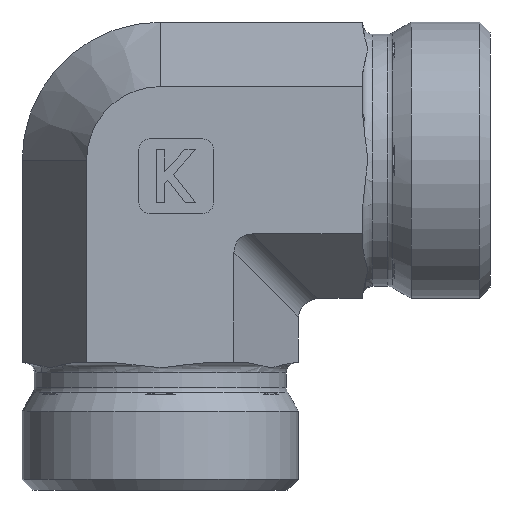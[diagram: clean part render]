
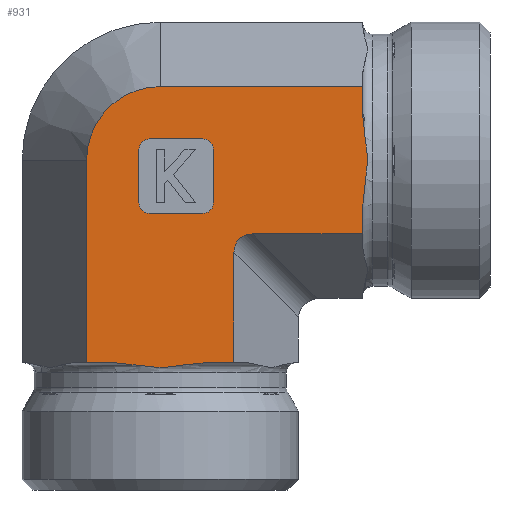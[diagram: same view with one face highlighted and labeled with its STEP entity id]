
A CAD part, left-side view. The second image highlights one B-rep face of the part: STEP entity #931.
In plain terms, the highlighted planar face has unit normal (-1, 0, 0).
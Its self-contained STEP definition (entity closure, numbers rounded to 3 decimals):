
#114=CARTESIAN_POINT('',(-30.485,4.948,3.));
#115=VERTEX_POINT('',#114);
#123=CARTESIAN_POINT('',(-30.485,14.14,3.));
#124=VERTEX_POINT('',#123);
#125=CARTESIAN_POINT('',(-30.485,14.14,3.));
#126=CARTESIAN_POINT('',(-30.485,13.631,3.));
#127=CARTESIAN_POINT('',(-30.485,13.024,2.941));
#128=CARTESIAN_POINT('',(-30.485,11.589,2.749));
#129=CARTESIAN_POINT('',(-30.485,10.483,2.527));
#130=CARTESIAN_POINT('',(-30.485,8.604,2.527));
#131=CARTESIAN_POINT('',(-30.485,7.499,2.749));
#132=CARTESIAN_POINT('',(-30.485,6.064,2.941));
#133=CARTESIAN_POINT('',(-30.485,5.456,3.));
#134=CARTESIAN_POINT('',(-30.485,4.948,3.));
#135=B_SPLINE_CURVE_WITH_KNOTS('',3,(#125,#126,#127,#128,#129,#130,#131,#132,#133,#134),.UNSPECIFIED.,.F.,.U.,(4,2,2,2,4),(0.949,1.101,1.383,1.665,1.818),.UNSPECIFIED.);
#136=EDGE_CURVE('',#124,#115,#135,.T.);
#688=CARTESIAN_POINT('',(-30.485,2.616,13.34));
#689=VERTEX_POINT('',#688);
#696=CARTESIAN_POINT('',(-30.485,2.616,3.));
#697=VERTEX_POINT('',#696);
#698=CARTESIAN_POINT('',(-30.485,2.616,3.));
#699=DIRECTION('',(0.0,0.0,1.0));
#700=VECTOR('',#699,10.34);
#701=LINE('',#698,#700);
#702=EDGE_CURVE('',#697,#689,#701,.T.);
#767=CARTESIAN_POINT('',(-30.485,2.616,0.0));
#768=DIRECTION('',(-1.0,0.0,0.0));
#769=DIRECTION('',(0.0,0.0,1.0));
#770=AXIS2_PLACEMENT_3D('',#767,#768,#769);
#771=PLANE('',#770);
#772=CARTESIAN_POINT('',(-30.485,4.948,3.));
#773=DIRECTION('',(0.0,-1.0,0.0));
#774=VECTOR('',#773,2.332);
#775=LINE('',#772,#774);
#776=EDGE_CURVE('',#115,#697,#775,.T.);
#777=ORIENTED_EDGE('',*,*,#776,.T.);
#778=ORIENTED_EDGE('',*,*,#702,.T.);
#779=CARTESIAN_POINT('',(-30.485,0.884,15.072));
#780=VERTEX_POINT('',#779);
#781=CARTESIAN_POINT('',(-30.485,0.306,12.762));
#782=DIRECTION('',(-1.0,0.0,0.0));
#783=DIRECTION('',(0.0,0.707,0.707));
#784=AXIS2_PLACEMENT_3D('',#781,#782,#783);
#785=ELLIPSE('',#784,2.582,2.0);
#786=EDGE_CURVE('',#780,#689,#785,.T.);
#787=ORIENTED_EDGE('',*,*,#786,.F.);
#788=CARTESIAN_POINT('',(-30.485,-9.456,15.072));
#789=VERTEX_POINT('',#788);
#790=CARTESIAN_POINT('',(-30.485,0.884,15.072));
#791=DIRECTION('',(0.0,-1.0,0.0));
#792=VECTOR('',#791,10.34);
#793=LINE('',#790,#792);
#794=EDGE_CURVE('',#780,#789,#793,.T.);
#795=ORIENTED_EDGE('',*,*,#794,.T.);
#796=CARTESIAN_POINT('',(-30.485,-9.456,17.404));
#797=VERTEX_POINT('',#796);
#798=CARTESIAN_POINT('',(-30.485,-9.456,15.072));
#799=DIRECTION('',(0.0,0.0,1.0));
#800=VECTOR('',#799,2.332);
#801=LINE('',#798,#800);
#802=EDGE_CURVE('',#789,#797,#801,.T.);
#803=ORIENTED_EDGE('',*,*,#802,.T.);
#804=CARTESIAN_POINT('',(-30.485,-9.456,26.596));
#805=VERTEX_POINT('',#804);
#806=CARTESIAN_POINT('',(-30.485,-9.456,17.404));
#807=CARTESIAN_POINT('',(-30.485,-9.456,17.913));
#808=CARTESIAN_POINT('',(-30.485,-9.515,18.52));
#809=CARTESIAN_POINT('',(-30.485,-9.707,19.955));
#810=CARTESIAN_POINT('',(-30.485,-9.929,21.06));
#811=CARTESIAN_POINT('',(-30.485,-9.929,22.94));
#812=CARTESIAN_POINT('',(-30.485,-9.707,24.045));
#813=CARTESIAN_POINT('',(-30.485,-9.515,25.48));
#814=CARTESIAN_POINT('',(-30.485,-9.456,26.087));
#815=CARTESIAN_POINT('',(-30.485,-9.456,26.596));
#816=B_SPLINE_CURVE_WITH_KNOTS('',3,(#806,#807,#808,#809,#810,#811,#812,#813,#814,#815),.UNSPECIFIED.,.F.,.U.,(4,2,2,2,4),(0.949,1.101,1.383,1.665,1.818),.UNSPECIFIED.);
#817=EDGE_CURVE('',#797,#805,#816,.T.);
#818=ORIENTED_EDGE('',*,*,#817,.T.);
#819=CARTESIAN_POINT('',(-30.485,-9.456,28.928));
#820=VERTEX_POINT('',#819);
#821=CARTESIAN_POINT('',(-30.485,-9.456,26.596));
#822=DIRECTION('',(0.0,0.0,1.0));
#823=VECTOR('',#822,2.332);
#824=LINE('',#821,#823);
#825=EDGE_CURVE('',#805,#820,#824,.T.);
#826=ORIENTED_EDGE('',*,*,#825,.T.);
#827=CARTESIAN_POINT('',(-30.485,9.544,28.928));
#828=VERTEX_POINT('',#827);
#829=CARTESIAN_POINT('',(-30.485,9.544,28.928));
#830=DIRECTION('',(0.0,-1.0,0.0));
#831=VECTOR('',#830,19.0);
#832=LINE('',#829,#831);
#833=EDGE_CURVE('',#828,#820,#832,.T.);
#834=ORIENTED_EDGE('',*,*,#833,.F.);
#835=CARTESIAN_POINT('',(-30.485,16.472,22.0));
#836=VERTEX_POINT('',#835);
#837=CARTESIAN_POINT('',(-30.485,9.544,22.0));
#838=DIRECTION('',(-1.0,0.0,0.0));
#839=DIRECTION('',(0.0,0.0,1.0));
#840=AXIS2_PLACEMENT_3D('',#837,#838,#839);
#841=CIRCLE('',#840,6.928);
#842=EDGE_CURVE('',#828,#836,#841,.T.);
#843=ORIENTED_EDGE('',*,*,#842,.T.);
#844=CARTESIAN_POINT('',(-30.485,16.472,3.));
#845=VERTEX_POINT('',#844);
#846=CARTESIAN_POINT('',(-30.485,16.472,3.));
#847=DIRECTION('',(0.0,0.0,1.0));
#848=VECTOR('',#847,19.0);
#849=LINE('',#846,#848);
#850=EDGE_CURVE('',#845,#836,#849,.T.);
#851=ORIENTED_EDGE('',*,*,#850,.F.);
#852=CARTESIAN_POINT('',(-30.485,16.472,3.));
#853=DIRECTION('',(0.0,-1.0,0.0));
#854=VECTOR('',#853,2.332);
#855=LINE('',#852,#854);
#856=EDGE_CURVE('',#845,#124,#855,.T.);
#857=ORIENTED_EDGE('',*,*,#856,.T.);
#858=ORIENTED_EDGE('',*,*,#136,.T.);
#859=EDGE_LOOP('',(#777,#778,#787,#795,#803,#818,#826,#834,#843,#851,#857,#858));
#860=FACE_OUTER_BOUND('',#859,.T.);
#861=CARTESIAN_POINT('',(-30.485,5.544,17.));
#862=VERTEX_POINT('',#861);
#863=CARTESIAN_POINT('',(-30.485,10.544,17.));
#864=VERTEX_POINT('',#863);
#865=CARTESIAN_POINT('',(-30.485,5.544,17.));
#866=DIRECTION('',(0.0,1.0,0.0));
#867=VECTOR('',#866,5.0);
#868=LINE('',#865,#867);
#869=EDGE_CURVE('',#862,#864,#868,.T.);
#870=ORIENTED_EDGE('',*,*,#869,.T.);
#871=CARTESIAN_POINT('',(-30.485,11.544,18.));
#872=VERTEX_POINT('',#871);
#873=CARTESIAN_POINT('',(-30.485,10.544,18.));
#874=DIRECTION('',(-1.0,0.0,0.0));
#875=DIRECTION('',(0.0,0.707,-0.707));
#876=AXIS2_PLACEMENT_3D('',#873,#874,#875);
#877=CIRCLE('',#876,1.0);
#878=EDGE_CURVE('',#872,#864,#877,.T.);
#879=ORIENTED_EDGE('',*,*,#878,.F.);
#880=CARTESIAN_POINT('',(-30.485,11.544,23.));
#881=VERTEX_POINT('',#880);
#882=CARTESIAN_POINT('',(-30.485,11.544,18.));
#883=DIRECTION('',(0.0,0.0,1.0));
#884=VECTOR('',#883,5.0);
#885=LINE('',#882,#884);
#886=EDGE_CURVE('',#872,#881,#885,.T.);
#887=ORIENTED_EDGE('',*,*,#886,.T.);
#888=CARTESIAN_POINT('',(-30.485,10.544,24.));
#889=VERTEX_POINT('',#888);
#890=CARTESIAN_POINT('',(-30.485,10.544,23.));
#891=DIRECTION('',(-1.0,0.0,0.0));
#892=DIRECTION('',(0.0,0.707,0.707));
#893=AXIS2_PLACEMENT_3D('',#890,#891,#892);
#894=CIRCLE('',#893,1.0);
#895=EDGE_CURVE('',#889,#881,#894,.T.);
#896=ORIENTED_EDGE('',*,*,#895,.F.);
#897=CARTESIAN_POINT('',(-30.485,5.544,24.));
#898=VERTEX_POINT('',#897);
#899=CARTESIAN_POINT('',(-30.485,10.544,24.));
#900=DIRECTION('',(0.0,-1.0,0.0));
#901=VECTOR('',#900,5.);
#902=LINE('',#899,#901);
#903=EDGE_CURVE('',#889,#898,#902,.T.);
#904=ORIENTED_EDGE('',*,*,#903,.T.);
#905=CARTESIAN_POINT('',(-30.485,4.544,23.));
#906=VERTEX_POINT('',#905);
#907=CARTESIAN_POINT('',(-30.485,5.544,23.));
#908=DIRECTION('',(-1.0,0.0,0.0));
#909=DIRECTION('',(0.0,-0.707,0.707));
#910=AXIS2_PLACEMENT_3D('',#907,#908,#909);
#911=CIRCLE('',#910,1.0);
#912=EDGE_CURVE('',#906,#898,#911,.T.);
#913=ORIENTED_EDGE('',*,*,#912,.F.);
#914=CARTESIAN_POINT('',(-30.485,4.544,18.));
#915=VERTEX_POINT('',#914);
#916=CARTESIAN_POINT('',(-30.485,4.544,23.));
#917=DIRECTION('',(0.0,0.0,-1.0));
#918=VECTOR('',#917,5.);
#919=LINE('',#916,#918);
#920=EDGE_CURVE('',#906,#915,#919,.T.);
#921=ORIENTED_EDGE('',*,*,#920,.T.);
#922=CARTESIAN_POINT('',(-30.485,5.544,18.));
#923=DIRECTION('',(-1.0,0.0,0.0));
#924=DIRECTION('',(0.0,-0.707,-0.707));
#925=AXIS2_PLACEMENT_3D('',#922,#923,#924);
#926=CIRCLE('',#925,1.0);
#927=EDGE_CURVE('',#862,#915,#926,.T.);
#928=ORIENTED_EDGE('',*,*,#927,.F.);
#929=EDGE_LOOP('',(#870,#879,#887,#896,#904,#913,#921,#928));
#930=FACE_BOUND('',#929,.T.);
#931=ADVANCED_FACE('',(#860,#930),#771,.T.);
